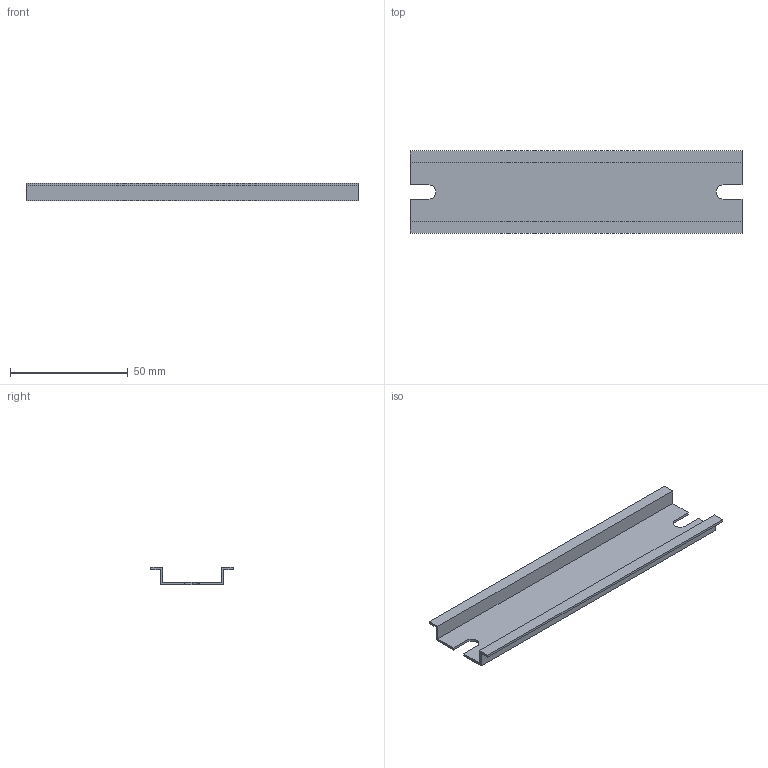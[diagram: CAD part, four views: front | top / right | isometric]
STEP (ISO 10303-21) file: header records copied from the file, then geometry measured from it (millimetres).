
FILE_DESCRIPTION (( 'STEP AP214' ), '1' );
FILE_NAME ('2462-0502-01-41.step', '2023-12-06T06:46:16', ( '' ), ( '' ), 'SwSTEP 2.0', 'SolidWorks 2019', '' );
FILE_SCHEMA (( 'AUTOMOTIVE_DESIGN' ));
Length unit declared in the file: millimetre
Products named in the file (1): 2462-0502-01-41
Bounding box: 141 x 35 x 7.5 mm (x, y, z)
Volume: 6643.7 mm3; surface area: 13704.3 mm2
Topology: 1 solids, 1 shells, 23 faces, 63 edges, 42 vertices
Faces by surface type: plane 20, cylinder 3
Entity records: 757 total; most frequent: CARTESIAN_POINT 129, ORIENTED_EDGE 126, DIRECTION 117, EDGE_CURVE 63, LINE 57, VECTOR 57, VERTEX_POINT 42, AXIS2_PLACEMENT_3D 30
